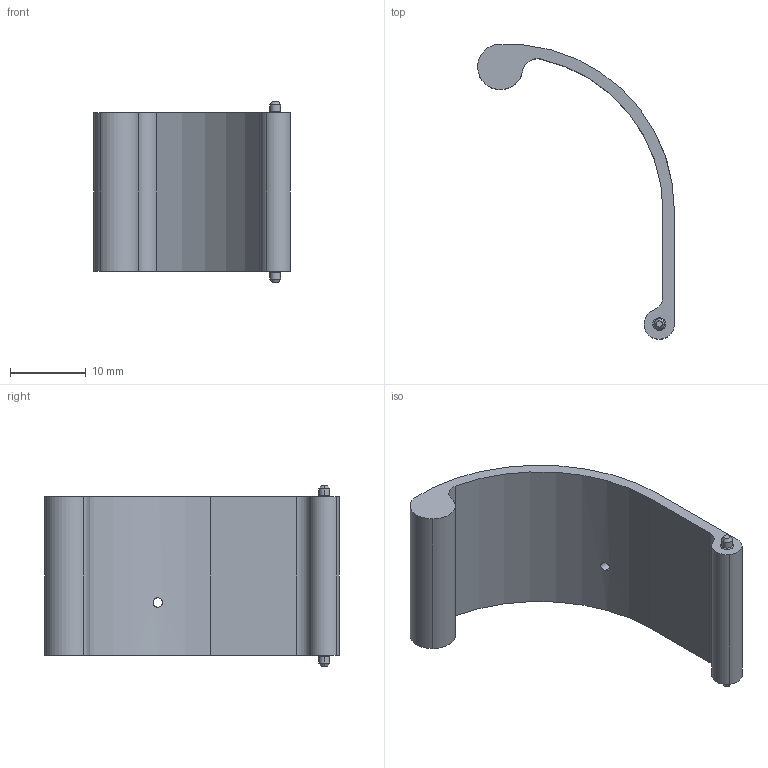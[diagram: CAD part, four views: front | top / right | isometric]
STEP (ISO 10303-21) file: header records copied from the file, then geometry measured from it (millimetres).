
FILE_DESCRIPTION (( 'STEP AP203' ), '1' );
FILE_NAME ('X5 Port Cover.step_Default_sldprt.STEP', '2022-11-09T04:43:02', ( '' ), ( '' ), 'SwSTEP 2.0', 'SolidWorks 2022', '' );
FILE_SCHEMA (( 'CONFIG_CONTROL_DESIGN' ));
Length unit declared in the file: millimetre
Products named in the file (1): X5 Port Cover.step_Default_sldprt
Bounding box: 26 x 38.94 x 24 mm (x, y, z)
Volume: 2348.2 mm3; surface area: 2704.6 mm2
Topology: 1 solids, 1 shells, 28 faces, 64 edges, 40 vertices
Faces by surface type: cylinder 14, plane 6, torus 4, cone 4
Entity records: 985 total; most frequent: CARTESIAN_POINT 245, DIRECTION 154, ORIENTED_EDGE 128, AXIS2_PLACEMENT_3D 65, EDGE_CURVE 64, VERTEX_POINT 40, CIRCLE 36, EDGE_LOOP 32
